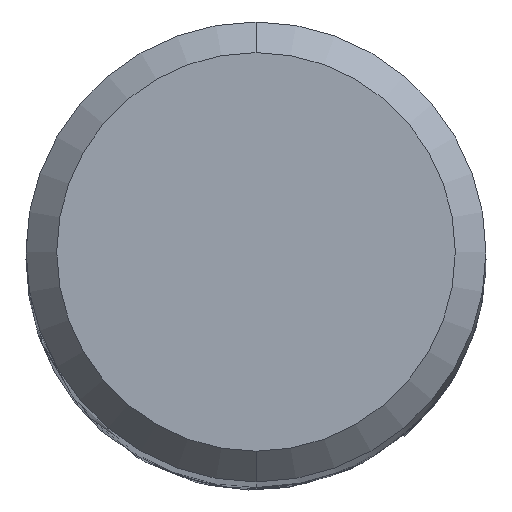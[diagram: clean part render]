
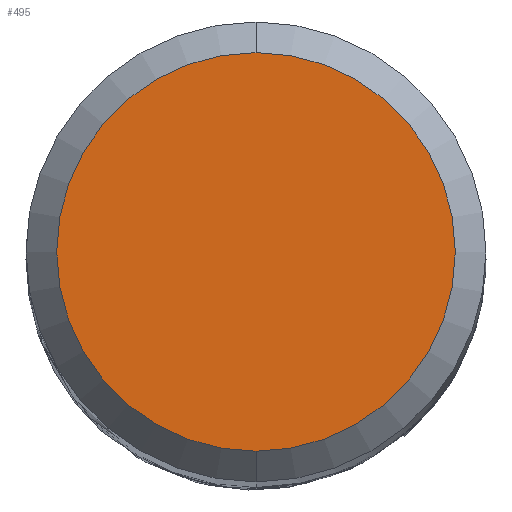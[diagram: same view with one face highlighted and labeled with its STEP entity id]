
A CAD part, top view. The second image highlights one B-rep face of the part: STEP entity #495.
In plain terms, the highlighted planar face has unit normal (0, 0, 1).
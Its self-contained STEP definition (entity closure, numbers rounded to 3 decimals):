
#335=EDGE_CURVE('',#611,#727,#850,.T.);
#495=ADVANCED_FACE('',(#1022),#1023,.T.);
#611=VERTEX_POINT('',#1150);
#727=VERTEX_POINT('',#1275);
#751=EDGE_CURVE('',#727,#611,#1303,.T.);
#850=CIRCLE('',#1935,2.6);
#1022=FACE_OUTER_BOUND('',#2846,.T.);
#1023=PLANE('',#2847);
#1150=CARTESIAN_POINT('',(0.,-2.6,0.0));
#1275=CARTESIAN_POINT('',(0.0,2.6,0.0));
#1303=CIRCLE('',#4570,2.6);
#1935=AXIS2_PLACEMENT_3D('',#4746,#4747,#4748);
#2846=EDGE_LOOP('',(#4901,#4902));
#2847=AXIS2_PLACEMENT_3D('',#4903,#4904,#4905);
#4570=AXIS2_PLACEMENT_3D('',#5202,#5203,#5204);
#4746=CARTESIAN_POINT('',(0.0,0.0,0.0));
#4747=DIRECTION('',(0.0,0.0,-1.0));
#4748=DIRECTION('',(0.0,1.0,0.0));
#4901=ORIENTED_EDGE('',*,*,#751,.F.);
#4902=ORIENTED_EDGE('',*,*,#335,.F.);
#4903=CARTESIAN_POINT('',(0.0,1.3,0.0));
#4904=DIRECTION('',(-0.0,0.0,1.0));
#4905=DIRECTION('',(0.0,-1.0,0.0));
#5202=CARTESIAN_POINT('',(0.0,0.0,0.0));
#5203=DIRECTION('',(0.0,0.0,-1.0));
#5204=DIRECTION('',(0.0,1.0,0.0));
